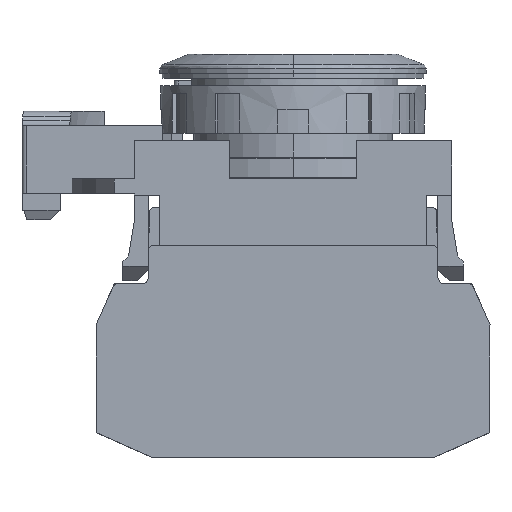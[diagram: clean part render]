
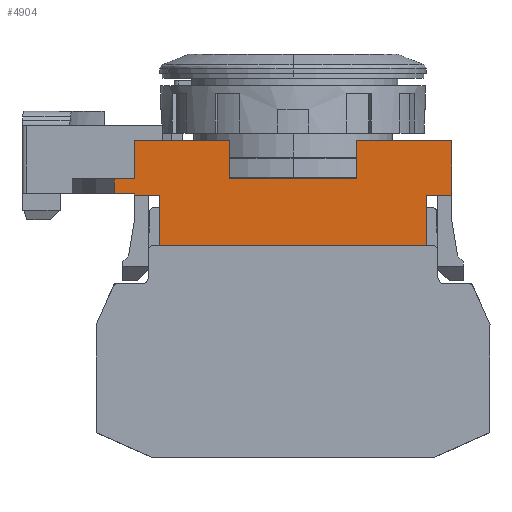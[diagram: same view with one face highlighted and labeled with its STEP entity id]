
A CAD part, left-side view. The second image highlights one B-rep face of the part: STEP entity #4904.
In plain terms, the highlighted planar face has unit normal (-1, 0, 0).
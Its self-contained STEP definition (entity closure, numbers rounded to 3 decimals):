
#495 = VERTEX_POINT ( 'NONE', #14091 ) ;
#496 = VERTEX_POINT ( 'NONE', #14092 ) ;
#500 = VERTEX_POINT ( 'NONE', #14096 ) ;
#501 = VERTEX_POINT ( 'NONE', #14097 ) ;
#568 = VERTEX_POINT ( 'NONE', #14164 ) ;
#569 = VERTEX_POINT ( 'NONE', #14165 ) ;
#570 = VERTEX_POINT ( 'NONE', #14166 ) ;
#571 = VERTEX_POINT ( 'NONE', #14167 ) ;
#573 = VERTEX_POINT ( 'NONE', #14169 ) ;
#577 = VERTEX_POINT ( 'NONE', #14173 ) ;
#578 = VERTEX_POINT ( 'NONE', #14174 ) ;
#580 = VERTEX_POINT ( 'NONE', #14176 ) ;
#582 = VERTEX_POINT ( 'NONE', #14178 ) ;
#583 = VERTEX_POINT ( 'NONE', #14179 ) ;
#604 = VERTEX_POINT ( 'NONE', #14200 ) ;
#605 = VERTEX_POINT ( 'NONE', #14201 ) ;
#1265 = VECTOR ( 'NONE', #24292, 1000. ) ;
#1271 = VECTOR ( 'NONE', #24310, 1000. ) ;
#2898 = ORIENTED_EDGE ( 'NONE', *, *, #4360, .F. ) ;
#2900 = ORIENTED_EDGE ( 'NONE', *, *, #4368, .F. ) ;
#2901 = ORIENTED_EDGE ( 'NONE', *, *, #4365, .F. ) ;
#2902 = ORIENTED_EDGE ( 'NONE', *, *, #4363, .F. ) ;
#2903 = ORIENTED_EDGE ( 'NONE', *, *, #14406, .F. ) ;
#2904 = ORIENTED_EDGE ( 'NONE', *, *, #14403, .F. ) ;
#2905 = ORIENTED_EDGE ( 'NONE', *, *, #14401, .F. ) ;
#2906 = ORIENTED_EDGE ( 'NONE', *, *, #14399, .F. ) ;
#2907 = ORIENTED_EDGE ( 'NONE', *, *, #18166, .T. ) ;
#2908 = ORIENTED_EDGE ( 'NONE', *, *, #14396, .F. ) ;
#2909 = ORIENTED_EDGE ( 'NONE', *, *, #18160, .F. ) ;
#2910 = ORIENTED_EDGE ( 'NONE', *, *, #14395, .F. ) ;
#2911 = ORIENTED_EDGE ( 'NONE', *, *, #4407, .F. ) ;
#2912 = ORIENTED_EDGE ( 'NONE', *, *, #4409, .T. ) ;
#2913 = ORIENTED_EDGE ( 'NONE', *, *, #4373, .F. ) ;
#2914 = ORIENTED_EDGE ( 'NONE', *, *, #4410, .T. ) ;
#4360 = EDGE_CURVE ( 'NONE', #573, #577, #13065, .T. ) ;
#4363 = EDGE_CURVE ( 'NONE', #577, #578, #13074, .T. ) ;
#4365 = EDGE_CURVE ( 'NONE', #578, #580, #13080, .T. ) ;
#4368 = EDGE_CURVE ( 'NONE', #580, #582, #13089, .T. ) ;
#4373 = EDGE_CURVE ( 'NONE', #582, #583, #13104, .T. ) ;
#4407 = EDGE_CURVE ( 'NONE', #604, #568, #8819, .T. ) ;
#4409 = EDGE_CURVE ( 'NONE', #604, #605, #8825, .T. ) ;
#4410 = EDGE_CURVE ( 'NONE', #605, #583, #8828, .T. ) ;
#4904 = ADVANCED_FACE ( 'NONE', ( #21801 ), #7367, .F. ) ;
#7367 = PLANE ( 'NONE',  #21804 ) ;
#7368 = CARTESIAN_POINT ( 'NONE',  ( -14.9, -16.7, 0. ) ) ;
#7369 = DIRECTION ( 'NONE',  ( 1., 0., 0. ) ) ;
#7370 = DIRECTION ( 'NONE',  ( 0., 1., 0. ) ) ;
#8214 = LINE ( 'NONE', #8215, #22198 ) ;
#8215 = CARTESIAN_POINT ( 'NONE',  ( -14.9, 1.057, 5.3 ) ) ;
#8216 = DIRECTION ( 'NONE',  ( 0., 1., 0. ) ) ;
#8217 = LINE ( 'NONE', #8218, #22199 ) ;
#8218 = CARTESIAN_POINT ( 'NONE',  ( -14.9, 1.057, 5.5 ) ) ;
#8219 = DIRECTION ( 'NONE',  ( 0., 1., 0. ) ) ;
#8226 = LINE ( 'NONE', #8227, #22202 ) ;
#8227 = CARTESIAN_POINT ( 'NONE',  ( -14.9, 1.057, 7. ) ) ;
#8228 = DIRECTION ( 'NONE',  ( 0., -1., 0. ) ) ;
#8232 = LINE ( 'NONE', #8233, #22204 ) ;
#8233 = CARTESIAN_POINT ( 'NONE',  ( -14.9, 16.7, 5.5 ) ) ;
#8234 = DIRECTION ( 'NONE',  ( 0., 0., 1. ) ) ;
#8238 = LINE ( 'NONE', #8239, #22207 ) ;
#8239 = CARTESIAN_POINT ( 'NONE',  ( -14.9, 1.057, 11. ) ) ;
#8240 = DIRECTION ( 'NONE',  ( 0., -1., 0. ) ) ;
#8247 = LINE ( 'NONE', #8248, #22209 ) ;
#8248 = CARTESIAN_POINT ( 'NONE',  ( -14.9, 6.7, 5.5 ) ) ;
#8249 = DIRECTION ( 'NONE',  ( 0., 0., -1. ) ) ;
#8819 = LINE ( 'NONE', #8820, #10097 ) ;
#8820 = CARTESIAN_POINT ( 'NONE',  ( -14.9, 14., 5.5 ) ) ;
#8821 = DIRECTION ( 'NONE',  ( 0., 0., 1. ) ) ;
#8825 = LINE ( 'NONE', #8826, #10099 ) ;
#8826 = CARTESIAN_POINT ( 'NONE',  ( -14.9, 0., 0. ) ) ;
#8827 = DIRECTION ( 'NONE',  ( 0., -1., 0. ) ) ;
#8828 = LINE ( 'NONE', #8829, #10100 ) ;
#8829 = CARTESIAN_POINT ( 'NONE',  ( -14.9, -14., 2.65 ) ) ;
#8830 = DIRECTION ( 'NONE',  ( 0., 0., 1. ) ) ;
#10050 = VECTOR ( 'NONE', #13067, 1000. ) ;
#10053 = VECTOR ( 'NONE', #13076, 1000. ) ;
#10055 = VECTOR ( 'NONE', #13082, 1000. ) ;
#10058 = VECTOR ( 'NONE', #13091, 1000. ) ;
#10063 = VECTOR ( 'NONE', #13106, 1000. ) ;
#10097 = VECTOR ( 'NONE', #8821, 1000. ) ;
#10099 = VECTOR ( 'NONE', #8827, 1000. ) ;
#10100 = VECTOR ( 'NONE', #8830, 1000. ) ;
#13065 = LINE ( 'NONE', #13066, #10050 ) ;
#13066 = CARTESIAN_POINT ( 'NONE',  ( -14.9, 1.057, 7. ) ) ;
#13067 = DIRECTION ( 'NONE',  ( 0., -1., 0. ) ) ;
#13074 = LINE ( 'NONE', #13075, #10053 ) ;
#13075 = CARTESIAN_POINT ( 'NONE',  ( -14.9, -6.7, 5.5 ) ) ;
#13076 = DIRECTION ( 'NONE',  ( 0., 0., 1. ) ) ;
#13080 = LINE ( 'NONE', #13081, #10055 ) ;
#13081 = CARTESIAN_POINT ( 'NONE',  ( -14.9, 1.057, 11. ) ) ;
#13082 = DIRECTION ( 'NONE',  ( 0., -1., 0. ) ) ;
#13089 = LINE ( 'NONE', #13090, #10058 ) ;
#13090 = CARTESIAN_POINT ( 'NONE',  ( -14.9, -16.7, 5.5 ) ) ;
#13091 = DIRECTION ( 'NONE',  ( 0., 0., -1. ) ) ;
#13104 = LINE ( 'NONE', #13105, #10063 ) ;
#13105 = CARTESIAN_POINT ( 'NONE',  ( -14.9, 1.057, 5.3 ) ) ;
#13106 = DIRECTION ( 'NONE',  ( 0., 1., 0. ) ) ;
#13466 = EDGE_LOOP ( 'NONE', ( #2900, #2901, #2902, #2898, #2903, #2904, #2905, #2906, #2907, #2908, #2909, #2910, #2911, #2912, #2914, #2913 ) ) ;
#14091 = CARTESIAN_POINT ( 'NONE',  ( -14.9, 16.7, 5.3 ) ) ;
#14092 = CARTESIAN_POINT ( 'NONE',  ( -14.9, 16.7, 5.5 ) ) ;
#14096 = CARTESIAN_POINT ( 'NONE',  ( -14.9, 18.815, 5.5 ) ) ;
#14097 = CARTESIAN_POINT ( 'NONE',  ( -14.9, 18.815, 7. ) ) ;
#14164 = CARTESIAN_POINT ( 'NONE',  ( -14.9, 14., 5.3 ) ) ;
#14165 = CARTESIAN_POINT ( 'NONE',  ( -14.9, 16.7, 7. ) ) ;
#14166 = CARTESIAN_POINT ( 'NONE',  ( -14.9, 16.7, 11. ) ) ;
#14167 = CARTESIAN_POINT ( 'NONE',  ( -14.9, 6.7, 11. ) ) ;
#14169 = CARTESIAN_POINT ( 'NONE',  ( -14.9, 6.7, 7. ) ) ;
#14173 = CARTESIAN_POINT ( 'NONE',  ( -14.9, -6.7, 7. ) ) ;
#14174 = CARTESIAN_POINT ( 'NONE',  ( -14.9, -6.7, 11. ) ) ;
#14176 = CARTESIAN_POINT ( 'NONE',  ( -14.9, -16.7, 11. ) ) ;
#14178 = CARTESIAN_POINT ( 'NONE',  ( -14.9, -16.7, 5.3 ) ) ;
#14179 = CARTESIAN_POINT ( 'NONE',  ( -14.9, -14., 5.3 ) ) ;
#14200 = CARTESIAN_POINT ( 'NONE',  ( -14.9, 14., 0. ) ) ;
#14201 = CARTESIAN_POINT ( 'NONE',  ( -14.9, -14., 0. ) ) ;
#14395 = EDGE_CURVE ( 'NONE', #568, #495, #8214, .T. ) ;
#14396 = EDGE_CURVE ( 'NONE', #496, #500, #8217, .T. ) ;
#14399 = EDGE_CURVE ( 'NONE', #501, #569, #8226, .T. ) ;
#14401 = EDGE_CURVE ( 'NONE', #569, #570, #8232, .T. ) ;
#14403 = EDGE_CURVE ( 'NONE', #570, #571, #8238, .T. ) ;
#14406 = EDGE_CURVE ( 'NONE', #571, #573, #8247, .T. ) ;
#18160 = EDGE_CURVE ( 'NONE', #495, #496, #24290, .T. ) ;
#18166 = EDGE_CURVE ( 'NONE', #501, #500, #24308, .T. ) ;
#21801 = FACE_OUTER_BOUND ( 'NONE', #13466, .T. ) ;
#21804 = AXIS2_PLACEMENT_3D ( 'NONE', #7368, #7369, #7370 ) ;
#22198 = VECTOR ( 'NONE', #8216, 1000. ) ;
#22199 = VECTOR ( 'NONE', #8219, 1000. ) ;
#22202 = VECTOR ( 'NONE', #8228, 1000. ) ;
#22204 = VECTOR ( 'NONE', #8234, 1000. ) ;
#22207 = VECTOR ( 'NONE', #8240, 1000. ) ;
#22209 = VECTOR ( 'NONE', #8249, 1000. ) ;
#24290 = LINE ( 'NONE', #24291, #1265 ) ;
#24291 = CARTESIAN_POINT ( 'NONE',  ( -14.9, 16.7, 4. ) ) ;
#24292 = DIRECTION ( 'NONE',  ( 0., 0., 1. ) ) ;
#24308 = LINE ( 'NONE', #24309, #1271 ) ;
#24309 = CARTESIAN_POINT ( 'NONE',  ( -14.9, 18.815, 6.25 ) ) ;
#24310 = DIRECTION ( 'NONE',  ( 0., 0., -1. ) ) ;
